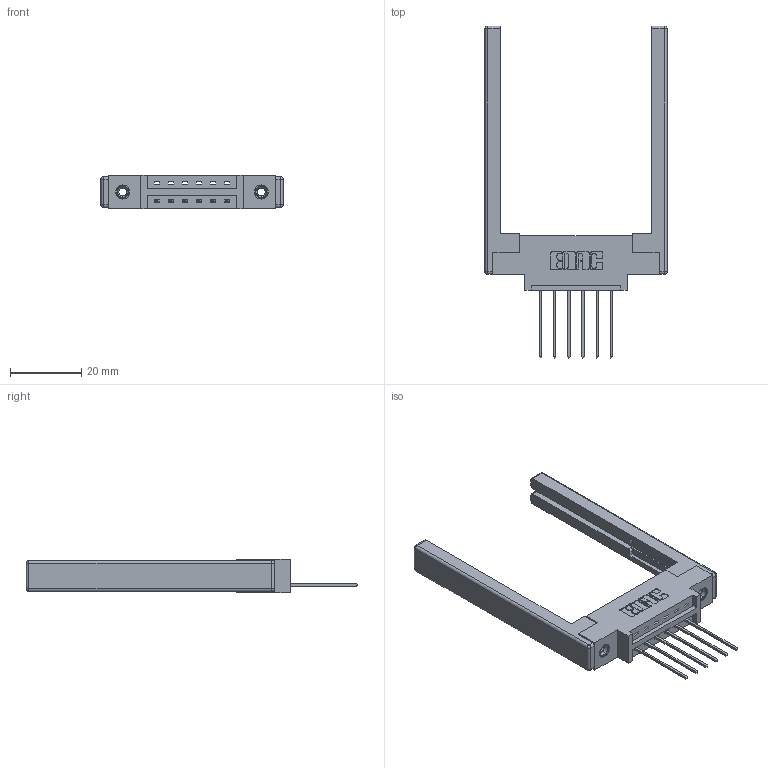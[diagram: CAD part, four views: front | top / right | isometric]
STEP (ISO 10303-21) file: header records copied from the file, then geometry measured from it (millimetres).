
FILE_DESCRIPTION (( 'STEP AP203' ), '1' );
FILE_NAME ('337-006-541-668.STEP', '2019-09-27T17:11:51', ( '' ), ( '' ), 'SwSTEP 2.0', 'SolidWorks 2016', '' );
FILE_SCHEMA (( 'CONFIG_CONTROL_DESIGN' ));
Length unit declared in the file: inch
Products named in the file (5): 345-250-001_345-250-001-102; 307-220-068; 337 Part_0.170 Offset - 0.156 Dia-TI; 345-292-001_345-293-141; 337-006-541-668
Assembly tree (11 placements, depth 2):
  337-006-541-668
    337 Part_0.170 Offset - 0.156 Dia-TI
    345-292-001_345-293-141  x6
    345-250-001_345-250-001-102  x2
    307-220-068  x2
Bounding box: 51.21 x 93.35 x 9.4 mm (x, y, z)
Volume: 9165.1 mm3; surface area: 9044.1 mm2
Topology: 11 solids, 11 shells, 644 faces, 1841 edges, 1198 vertices
Faces by surface type: plane 438, cylinder 182, cone 12, sphere 8, torus 4
Entity records: 12026 total; most frequent: CARTESIAN_POINT 2049, ORIENTED_EDGE 1980, DIRECTION 1872, EDGE_CURVE 990, VECTOR 812, LINE 812, VERTEX_POINT 650, AXIS2_PLACEMENT_3D 530
